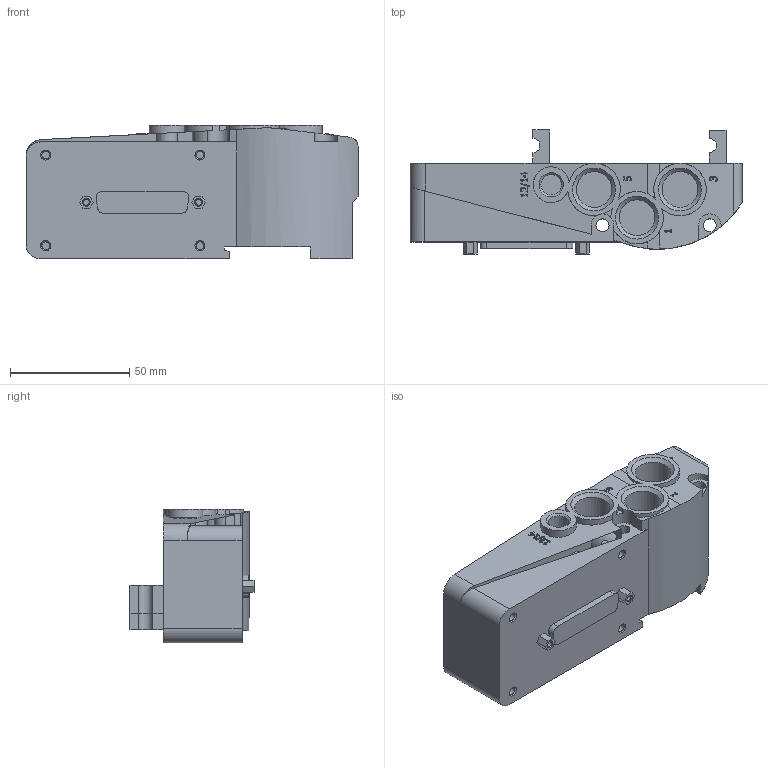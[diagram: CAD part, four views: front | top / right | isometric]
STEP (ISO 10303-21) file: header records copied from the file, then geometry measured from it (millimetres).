
FILE_DESCRIPTION((''),'2;1');
FILE_NAME('2530_02_25P.stp','2009-04-16T15:41:19',('brembcl1'),(''),'Autodesk Inventor 2009','Autodesk Inventor 2009','');
FILE_SCHEMA(('AUTOMOTIVE_DESIGN { 1 0 10303 214 1 1 1 1 }'));
Length unit declared in the file: millimetre
Products named in the file (1): 2530_02_25P
Bounding box: 139.2 x 52 x 56 mm (x, y, z)
Volume: 217552.3 mm3; surface area: 33931.1 mm2
Topology: 1 solids, 1 shells, 247 faces, 643 edges, 424 vertices
Faces by surface type: plane 141, bspline 78, cylinder 28
Full cylindrical faces by diameter (mm): 5.5 x2, 15.5 x3
Entity records: 8310 total; most frequent: CARTESIAN_POINT 2638, ORIENTED_EDGE 1228, DIRECTION 954, EDGE_CURVE 614, VERTEX_POINT 422, VECTOR 420, LINE 420, EDGE_LOOP 306
